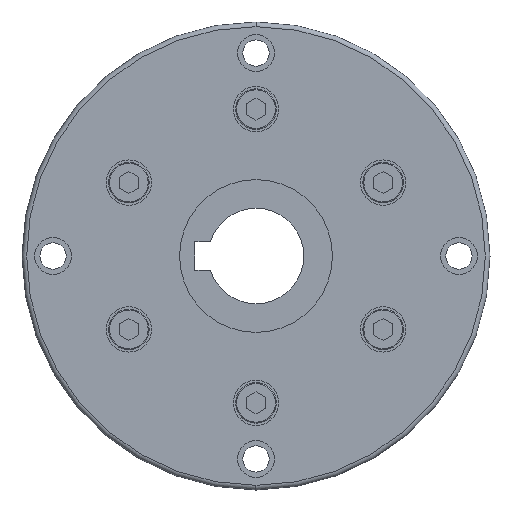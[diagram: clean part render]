
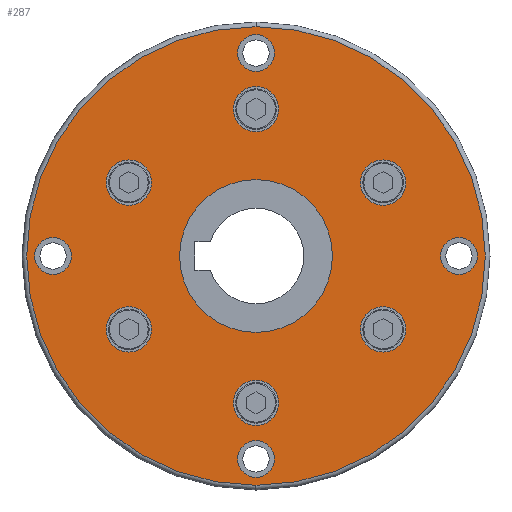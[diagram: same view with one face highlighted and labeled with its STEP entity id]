
A CAD part, left-side view. The second image highlights one B-rep face of the part: STEP entity #287.
In plain terms, the highlighted planar face has unit normal (-1, 0, 0).
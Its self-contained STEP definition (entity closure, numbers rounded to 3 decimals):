
#287=ADVANCED_FACE('',(#819,#820,#821,#822,#823,#824,#825,#826,#827,#828,#829,#830),#831,.T.);
#819=FACE_BOUND('',#1368,.T.);
#820=FACE_BOUND('',#1369,.T.);
#821=FACE_BOUND('',#1370,.T.);
#822=FACE_BOUND('',#1371,.T.);
#823=FACE_BOUND('',#1372,.T.);
#824=FACE_BOUND('',#1373,.T.);
#825=FACE_BOUND('',#1374,.T.);
#826=FACE_BOUND('',#1375,.T.);
#827=FACE_BOUND('',#1376,.T.);
#828=FACE_BOUND('',#1377,.T.);
#829=FACE_OUTER_BOUND('',#1378,.T.);
#830=FACE_BOUND('',#1379,.T.);
#831=PLANE('',#1380);
#1368=EDGE_LOOP('',(#3280,#3281));
#1369=EDGE_LOOP('',(#3282,#3283));
#1370=EDGE_LOOP('',(#3284,#3285));
#1371=EDGE_LOOP('',(#3286,#3287));
#1372=EDGE_LOOP('',(#3288,#3289));
#1373=EDGE_LOOP('',(#3290,#3291));
#1374=EDGE_LOOP('',(#3292,#3293));
#1375=EDGE_LOOP('',(#3294,#3295));
#1376=EDGE_LOOP('',(#3296,#3297));
#1377=EDGE_LOOP('',(#3298,#3299));
#1378=EDGE_LOOP('',(#3300,#3301,#3302));
#1379=EDGE_LOOP('',(#3303,#3304));
#1380=AXIS2_PLACEMENT_3D('',#3305,#3306,#3307);
#3280=ORIENTED_EDGE('',*,*,#3602,.T.);
#3281=ORIENTED_EDGE('',*,*,#3599,.T.);
#3282=ORIENTED_EDGE('',*,*,#3606,.T.);
#3283=ORIENTED_EDGE('',*,*,#3591,.T.);
#3284=ORIENTED_EDGE('',*,*,#3610,.T.);
#3285=ORIENTED_EDGE('',*,*,#3583,.T.);
#3286=ORIENTED_EDGE('',*,*,#3614,.T.);
#3287=ORIENTED_EDGE('',*,*,#3575,.T.);
#3288=ORIENTED_EDGE('',*,*,#3467,.T.);
#3289=ORIENTED_EDGE('',*,*,#3806,.T.);
#3290=ORIENTED_EDGE('',*,*,#3454,.T.);
#3291=ORIENTED_EDGE('',*,*,#3830,.T.);
#3292=ORIENTED_EDGE('',*,*,#3441,.T.);
#3293=ORIENTED_EDGE('',*,*,#3854,.T.);
#3294=ORIENTED_EDGE('',*,*,#3428,.T.);
#3295=ORIENTED_EDGE('',*,*,#3878,.T.);
#3296=ORIENTED_EDGE('',*,*,#3415,.T.);
#3297=ORIENTED_EDGE('',*,*,#3902,.T.);
#3298=ORIENTED_EDGE('',*,*,#3402,.T.);
#3299=ORIENTED_EDGE('',*,*,#3926,.T.);
#3300=ORIENTED_EDGE('',*,*,#3955,.T.);
#3301=ORIENTED_EDGE('',*,*,#3366,.T.);
#3302=ORIENTED_EDGE('',*,*,#3956,.T.);
#3303=ORIENTED_EDGE('',*,*,#3356,.T.);
#3304=ORIENTED_EDGE('',*,*,#3957,.T.);
#3305=CARTESIAN_POINT('',(1.0,0.0,0.0));
#3306=DIRECTION('',(-1.0,0.0,0.0));
#3307=DIRECTION('',(0.0,0.0,1.0));
#3356=EDGE_CURVE('',#3964,#3968,#3970,.T.);
#3366=EDGE_CURVE('',#3984,#3986,#3988,.T.);
#3402=EDGE_CURVE('',#4055,#4052,#4056,.T.);
#3415=EDGE_CURVE('',#4080,#4077,#4081,.T.);
#3428=EDGE_CURVE('',#4105,#4102,#4106,.T.);
#3441=EDGE_CURVE('',#4130,#4127,#4131,.T.);
#3454=EDGE_CURVE('',#4155,#4152,#4156,.T.);
#3467=EDGE_CURVE('',#4180,#4177,#4181,.T.);
#3575=EDGE_CURVE('',#4382,#4386,#4388,.T.);
#3583=EDGE_CURVE('',#4398,#4402,#4404,.T.);
#3591=EDGE_CURVE('',#4414,#4418,#4420,.T.);
#3599=EDGE_CURVE('',#4430,#4434,#4436,.T.);
#3602=EDGE_CURVE('',#4434,#4430,#4439,.T.);
#3606=EDGE_CURVE('',#4418,#4414,#4443,.T.);
#3610=EDGE_CURVE('',#4402,#4398,#4447,.T.);
#3614=EDGE_CURVE('',#4386,#4382,#4451,.T.);
#3806=EDGE_CURVE('',#4177,#4180,#4746,.T.);
#3830=EDGE_CURVE('',#4152,#4155,#4783,.T.);
#3854=EDGE_CURVE('',#4127,#4130,#4820,.T.);
#3878=EDGE_CURVE('',#4102,#4105,#4857,.T.);
#3902=EDGE_CURVE('',#4077,#4080,#4894,.T.);
#3926=EDGE_CURVE('',#4052,#4055,#4931,.T.);
#3955=EDGE_CURVE('',#4972,#3984,#4973,.T.);
#3956=EDGE_CURVE('',#3986,#4972,#4974,.T.);
#3957=EDGE_CURVE('',#3968,#3964,#4975,.T.);
#3964=VERTEX_POINT('',#4984);
#3968=VERTEX_POINT('',#4989);
#3970=CIRCLE('',#4992,16.0);
#3984=VERTEX_POINT('',#5008);
#3986=VERTEX_POINT('',#5010);
#3988=CIRCLE('',#5012,48.02);
#4052=VERTEX_POINT('',#5153);
#4055=VERTEX_POINT('',#5157);
#4056=CIRCLE('',#5158,4.75);
#4077=VERTEX_POINT('',#5182);
#4080=VERTEX_POINT('',#5186);
#4081=CIRCLE('',#5187,4.75);
#4102=VERTEX_POINT('',#5211);
#4105=VERTEX_POINT('',#5215);
#4106=CIRCLE('',#5216,4.75);
#4127=VERTEX_POINT('',#5240);
#4130=VERTEX_POINT('',#5244);
#4131=CIRCLE('',#5245,4.75);
#4152=VERTEX_POINT('',#5269);
#4155=VERTEX_POINT('',#5273);
#4156=CIRCLE('',#5274,4.75);
#4177=VERTEX_POINT('',#5298);
#4180=VERTEX_POINT('',#5302);
#4181=CIRCLE('',#5303,4.75);
#4382=VERTEX_POINT('',#5539);
#4386=VERTEX_POINT('',#5544);
#4388=CIRCLE('',#5547,3.85);
#4398=VERTEX_POINT('',#5559);
#4402=VERTEX_POINT('',#5564);
#4404=CIRCLE('',#5567,3.85);
#4414=VERTEX_POINT('',#5579);
#4418=VERTEX_POINT('',#5584);
#4420=CIRCLE('',#5587,3.85);
#4430=VERTEX_POINT('',#5599);
#4434=VERTEX_POINT('',#5604);
#4436=CIRCLE('',#5607,3.85);
#4439=CIRCLE('',#5610,3.85);
#4443=CIRCLE('',#5614,3.85);
#4447=CIRCLE('',#5618,3.85);
#4451=CIRCLE('',#5622,3.85);
#4746=CIRCLE('',#6057,4.75);
#4783=CIRCLE('',#6112,4.75);
#4820=CIRCLE('',#6167,4.75);
#4857=CIRCLE('',#6222,4.75);
#4894=CIRCLE('',#6277,4.75);
#4931=CIRCLE('',#6332,4.75);
#4972=VERTEX_POINT('',#6381);
#4973=CIRCLE('',#6382,48.02);
#4974=CIRCLE('',#6383,48.02);
#4975=CIRCLE('',#6384,16.0);
#4984=CARTESIAN_POINT('',(1.0,0.0,-16.0));
#4989=CARTESIAN_POINT('',(1.0,0.,16.0));
#4992=AXIS2_PLACEMENT_3D('',#6397,#6398,#6399);
#5008=CARTESIAN_POINT('',(1.0,0.,48.02));
#5010=CARTESIAN_POINT('',(1.0,0.,-48.02));
#5012=AXIS2_PLACEMENT_3D('',#6423,#6424,#6425);
#5153=CARTESIAN_POINT('',(1.0,30.744,17.75));
#5157=CARTESIAN_POINT('',(1.0,22.517,13.0));
#5158=AXIS2_PLACEMENT_3D('',#6500,#6501,#6502);
#5182=CARTESIAN_POINT('',(1.0,0.,35.5));
#5186=CARTESIAN_POINT('',(1.0,0.,26.0));
#5187=AXIS2_PLACEMENT_3D('',#6531,#6532,#6533);
#5211=CARTESIAN_POINT('',(1.0,-30.744,17.75));
#5215=CARTESIAN_POINT('',(1.0,-22.517,13.0));
#5216=AXIS2_PLACEMENT_3D('',#6562,#6563,#6564);
#5240=CARTESIAN_POINT('',(1.0,-30.744,-17.75));
#5244=CARTESIAN_POINT('',(1.0,-22.517,-13.0));
#5245=AXIS2_PLACEMENT_3D('',#6593,#6594,#6595);
#5269=CARTESIAN_POINT('',(1.0,0.,-35.5));
#5273=CARTESIAN_POINT('',(1.0,0.,-26.0));
#5274=AXIS2_PLACEMENT_3D('',#6624,#6625,#6626);
#5298=CARTESIAN_POINT('',(1.0,30.744,-17.75));
#5302=CARTESIAN_POINT('',(1.0,22.517,-13.0));
#5303=AXIS2_PLACEMENT_3D('',#6655,#6656,#6657);
#5539=CARTESIAN_POINT('',(1.0,42.5,-3.85));
#5544=CARTESIAN_POINT('',(1.0,42.5,3.85));
#5547=AXIS2_PLACEMENT_3D('',#6905,#6906,#6907);
#5559=CARTESIAN_POINT('',(1.0,3.85,42.5));
#5564=CARTESIAN_POINT('',(1.0,-3.85,42.5));
#5567=AXIS2_PLACEMENT_3D('',#6921,#6922,#6923);
#5579=CARTESIAN_POINT('',(1.0,-42.5,3.85));
#5584=CARTESIAN_POINT('',(1.0,-42.5,-3.85));
#5587=AXIS2_PLACEMENT_3D('',#6937,#6938,#6939);
#5599=CARTESIAN_POINT('',(1.0,-3.85,-42.5));
#5604=CARTESIAN_POINT('',(1.0,3.85,-42.5));
#5607=AXIS2_PLACEMENT_3D('',#6953,#6954,#6955);
#5610=AXIS2_PLACEMENT_3D('',#6962,#6963,#6964);
#5614=AXIS2_PLACEMENT_3D('',#6974,#6975,#6976);
#5618=AXIS2_PLACEMENT_3D('',#6986,#6987,#6988);
#5622=AXIS2_PLACEMENT_3D('',#6998,#6999,#7000);
#6057=AXIS2_PLACEMENT_3D('',#7294,#7295,#7296);
#6112=AXIS2_PLACEMENT_3D('',#7330,#7331,#7332);
#6167=AXIS2_PLACEMENT_3D('',#7366,#7367,#7368);
#6222=AXIS2_PLACEMENT_3D('',#7402,#7403,#7404);
#6277=AXIS2_PLACEMENT_3D('',#7438,#7439,#7440);
#6332=AXIS2_PLACEMENT_3D('',#7474,#7475,#7476);
#6381=CARTESIAN_POINT('',(1.,-48.02,0.));
#6382=AXIS2_PLACEMENT_3D('',#7545,#7546,#7547);
#6383=AXIS2_PLACEMENT_3D('',#7548,#7549,#7550);
#6384=AXIS2_PLACEMENT_3D('',#7551,#7552,#7553);
#6397=CARTESIAN_POINT('',(1.0,0.0,0.0));
#6398=DIRECTION('',(1.0,0.0,0.0));
#6399=DIRECTION('',(0.0,0.0,-1.0));
#6423=CARTESIAN_POINT('',(1.0,0.,0.));
#6424=DIRECTION('',(-1.0,-0.0,0.0));
#6425=DIRECTION('',(0.0,-1.0,0.));
#6500=CARTESIAN_POINT('',(1.0,26.63,15.375));
#6501=DIRECTION('',(1.0,0.0,-0.0));
#6502=DIRECTION('',(0.0,0.866,0.5));
#6531=CARTESIAN_POINT('',(1.0,0.,30.75));
#6532=DIRECTION('',(1.0,0.0,-0.0));
#6533=DIRECTION('',(0.0,0.,1.0));
#6562=CARTESIAN_POINT('',(1.0,-26.63,15.375));
#6563=DIRECTION('',(1.0,0.0,0.0));
#6564=DIRECTION('',(0.0,-0.866,0.5));
#6593=CARTESIAN_POINT('',(1.0,-26.63,-15.375));
#6594=DIRECTION('',(1.0,0.0,0.0));
#6595=DIRECTION('',(0.0,-0.866,-0.5));
#6624=CARTESIAN_POINT('',(1.0,0.,-30.75));
#6625=DIRECTION('',(1.0,0.0,0.0));
#6626=DIRECTION('',(0.0,0.,-1.0));
#6655=CARTESIAN_POINT('',(1.0,26.63,-15.375));
#6656=DIRECTION('',(1.0,0.0,0.0));
#6657=DIRECTION('',(0.0,0.866,-0.5));
#6905=CARTESIAN_POINT('',(1.0,42.5,0.0));
#6906=DIRECTION('',(1.0,0.0,0.0));
#6907=DIRECTION('',(0.0,0.0,-1.0));
#6921=CARTESIAN_POINT('',(1.0,0.,42.5));
#6922=DIRECTION('',(1.0,0.0,0.0));
#6923=DIRECTION('',(0.0,1.0,0.));
#6937=CARTESIAN_POINT('',(1.0,-42.5,0.));
#6938=DIRECTION('',(1.0,0.0,-0.0));
#6939=DIRECTION('',(0.0,0.,1.0));
#6953=CARTESIAN_POINT('',(1.0,0.,-42.5));
#6954=DIRECTION('',(1.0,0.0,0.0));
#6955=DIRECTION('',(0.0,-1.0,0.));
#6962=CARTESIAN_POINT('',(1.0,0.,-42.5));
#6963=DIRECTION('',(1.0,0.0,0.0));
#6964=DIRECTION('',(0.0,-1.0,0.));
#6974=CARTESIAN_POINT('',(1.0,-42.5,0.));
#6975=DIRECTION('',(1.0,0.0,-0.0));
#6976=DIRECTION('',(0.0,0.,1.0));
#6986=CARTESIAN_POINT('',(1.0,0.,42.5));
#6987=DIRECTION('',(1.0,0.0,0.0));
#6988=DIRECTION('',(0.0,1.0,0.));
#6998=CARTESIAN_POINT('',(1.0,42.5,0.0));
#6999=DIRECTION('',(1.0,0.0,0.0));
#7000=DIRECTION('',(0.0,0.0,-1.0));
#7294=CARTESIAN_POINT('',(1.0,26.63,-15.375));
#7295=DIRECTION('',(1.0,0.0,0.0));
#7296=DIRECTION('',(0.0,0.866,-0.5));
#7330=CARTESIAN_POINT('',(1.0,0.,-30.75));
#7331=DIRECTION('',(1.0,0.0,0.0));
#7332=DIRECTION('',(0.0,0.,-1.0));
#7366=CARTESIAN_POINT('',(1.0,-26.63,-15.375));
#7367=DIRECTION('',(1.0,0.0,0.0));
#7368=DIRECTION('',(0.0,-0.866,-0.5));
#7402=CARTESIAN_POINT('',(1.0,-26.63,15.375));
#7403=DIRECTION('',(1.0,0.0,0.0));
#7404=DIRECTION('',(0.0,-0.866,0.5));
#7438=CARTESIAN_POINT('',(1.0,0.,30.75));
#7439=DIRECTION('',(1.0,0.0,-0.0));
#7440=DIRECTION('',(0.0,0.,1.0));
#7474=CARTESIAN_POINT('',(1.0,26.63,15.375));
#7475=DIRECTION('',(1.0,0.0,-0.0));
#7476=DIRECTION('',(0.0,0.866,0.5));
#7545=CARTESIAN_POINT('',(1.0,0.,0.));
#7546=DIRECTION('',(-1.0,-0.0,0.0));
#7547=DIRECTION('',(0.0,-1.0,0.));
#7548=CARTESIAN_POINT('',(1.0,0.,0.));
#7549=DIRECTION('',(-1.0,-0.0,0.0));
#7550=DIRECTION('',(0.0,-1.0,0.));
#7551=CARTESIAN_POINT('',(1.0,0.0,0.0));
#7552=DIRECTION('',(1.0,0.0,0.0));
#7553=DIRECTION('',(0.0,0.0,-1.0));
